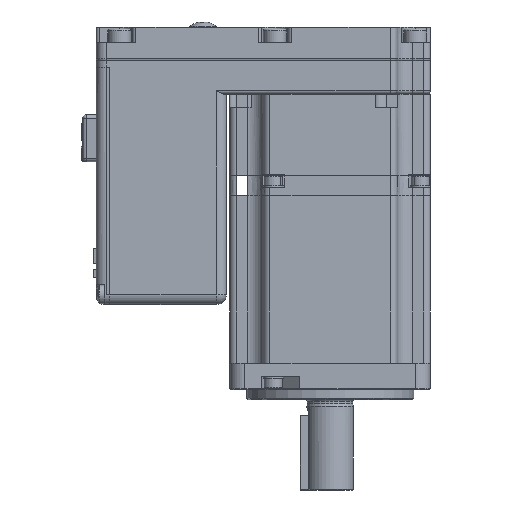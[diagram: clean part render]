
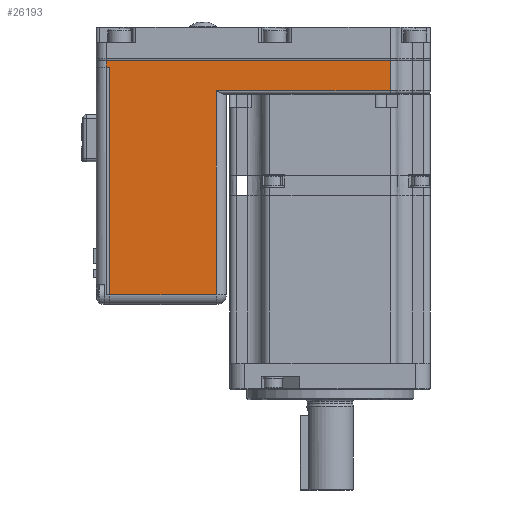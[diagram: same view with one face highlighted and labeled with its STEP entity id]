
A CAD part, front view. The second image highlights one B-rep face of the part: STEP entity #26193.
In plain terms, the highlighted planar face has unit normal (0, -1, 0).
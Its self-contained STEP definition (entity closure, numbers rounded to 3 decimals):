
#1815 = VERTEX_POINT ( 'NONE', #2601 ) ;
#2601 = CARTESIAN_POINT ( 'NONE',  ( -27.567, -30.734, 101.5 ) ) ;
#4080 = VERTEX_POINT ( 'NONE', #60933 ) ;
#6380 = DIRECTION ( 'NONE',  ( 0., 0., -1. ) ) ;
#7351 = CARTESIAN_POINT ( 'NONE',  ( 57.433, -30.734, 94.5 ) ) ;
#8366 = VECTOR ( 'NONE', #23844, 1000. ) ;
#10164 = LINE ( 'NONE', #42376, #8366 ) ;
#10364 = CARTESIAN_POINT ( 'NONE',  ( 5.433, -30.734, 33.5 ) ) ;
#10375 = CARTESIAN_POINT ( 'NONE',  ( -27.567, -30.734, 103.5 ) ) ;
#10859 = VECTOR ( 'NONE', #6380, 1000. ) ;
#11741 = PLANE ( 'NONE',  #51382 ) ;
#11802 = EDGE_CURVE ( 'NONE', #12535, #1815, #24934, .T. ) ;
#12535 = VERTEX_POINT ( 'NONE', #57062 ) ;
#13035 = EDGE_CURVE ( 'NONE', #19466, #12535, #10164, .T. ) ;
#14914 = DIRECTION ( 'NONE',  ( 0., 0., 1. ) ) ;
#15165 = LINE ( 'NONE', #10375, #61603 ) ;
#16127 = ORIENTED_EDGE ( 'NONE', *, *, #67663, .T. ) ;
#16294 = CARTESIAN_POINT ( 'NONE',  ( 69.433, -30.734, 94.5 ) ) ;
#19466 = VERTEX_POINT ( 'NONE', #29302 ) ;
#20591 = DIRECTION ( 'NONE',  ( 1., 0., 0. ) ) ;
#21913 = ORIENTED_EDGE ( 'NONE', *, *, #40290, .T. ) ;
#22143 = DIRECTION ( 'NONE',  ( 1., 0., 0. ) ) ;
#22464 = CARTESIAN_POINT ( 'NONE',  ( -27.567, -30.734, 103.5 ) ) ;
#22577 = CARTESIAN_POINT ( 'NONE',  ( 5.433, -30.734, 33.5 ) ) ;
#22653 = DIRECTION ( 'NONE',  ( -1., 0., 0. ) ) ;
#23844 = DIRECTION ( 'NONE',  ( 0., 0., 1. ) ) ;
#24934 = LINE ( 'NONE', #38455, #52167 ) ;
#26193 = ADVANCED_FACE ( 'NONE', ( #56969 ), #11741, .F. ) ;
#26397 = LINE ( 'NONE', #55023, #70982 ) ;
#28911 = LINE ( 'NONE', #16294, #61678 ) ;
#29302 = CARTESIAN_POINT ( 'NONE',  ( -26.567, -30.734, 33.5 ) ) ;
#29518 = CARTESIAN_POINT ( 'NONE',  ( 57.433, -30.734, 103.5 ) ) ;
#33655 = ORIENTED_EDGE ( 'NONE', *, *, #58643, .F. ) ;
#35493 = DIRECTION ( 'NONE',  ( 0., 0., 1. ) ) ;
#38455 = CARTESIAN_POINT ( 'NONE',  ( 34.261, -30.734, 101.5 ) ) ;
#38932 = DIRECTION ( 'NONE',  ( 0., 1., 0. ) ) ;
#40290 = EDGE_CURVE ( 'NONE', #41799, #4080, #26397, .T. ) ;
#40447 = VECTOR ( 'NONE', #20591, 1000. ) ;
#41799 = VERTEX_POINT ( 'NONE', #22577 ) ;
#42376 = CARTESIAN_POINT ( 'NONE',  ( -26.567, -30.734, 91.5 ) ) ;
#43736 = ORIENTED_EDGE ( 'NONE', *, *, #11802, .F. ) ;
#44432 = CARTESIAN_POINT ( 'NONE',  ( 57.433, -30.734, 103.5 ) ) ;
#45888 = EDGE_LOOP ( 'NONE', ( #21913, #70870, #33655, #59796, #16127, #43736, #56993, #67100 ) ) ;
#48710 = EDGE_CURVE ( 'NONE', #19466, #41799, #73401, .T. ) ;
#51054 = DIRECTION ( 'NONE',  ( 0., 0., -1. ) ) ;
#51382 = AXIS2_PLACEMENT_3D ( 'NONE', #68973, #38932, #35493 ) ;
#52167 = VECTOR ( 'NONE', #22653, 1000. ) ;
#55023 = CARTESIAN_POINT ( 'NONE',  ( 5.433, -30.734, 103.5 ) ) ;
#55418 = CARTESIAN_POINT ( 'NONE',  ( 9.433, -30.734, 103.5 ) ) ;
#56969 = FACE_OUTER_BOUND ( 'NONE', #45888, .T. ) ;
#56993 = ORIENTED_EDGE ( 'NONE', *, *, #13035, .F. ) ;
#57062 = CARTESIAN_POINT ( 'NONE',  ( -26.567, -30.734, 101.5 ) ) ;
#57281 = LINE ( 'NONE', #29518, #10859 ) ;
#57894 = VECTOR ( 'NONE', #68591, 1000. ) ;
#58643 = EDGE_CURVE ( 'NONE', #58880, #63152, #57281, .T. ) ;
#58880 = VERTEX_POINT ( 'NONE', #44432 ) ;
#59796 = ORIENTED_EDGE ( 'NONE', *, *, #62712, .F. ) ;
#60933 = CARTESIAN_POINT ( 'NONE',  ( 5.433, -30.734, 94.5 ) ) ;
#61603 = VECTOR ( 'NONE', #51054, 1000. ) ;
#61678 = VECTOR ( 'NONE', #22143, 1000. ) ;
#62712 = EDGE_CURVE ( 'NONE', #64579, #58880, #71475, .T. ) ;
#63152 = VERTEX_POINT ( 'NONE', #7351 ) ;
#64579 = VERTEX_POINT ( 'NONE', #22464 ) ;
#67100 = ORIENTED_EDGE ( 'NONE', *, *, #48710, .T. ) ;
#67180 = EDGE_CURVE ( 'NONE', #4080, #63152, #28911, .T. ) ;
#67663 = EDGE_CURVE ( 'NONE', #64579, #1815, #15165, .T. ) ;
#68591 = DIRECTION ( 'NONE',  ( 1., 0., 0. ) ) ;
#68973 = CARTESIAN_POINT ( 'NONE',  ( 69.433, -30.734, 103.5 ) ) ;
#70870 = ORIENTED_EDGE ( 'NONE', *, *, #67180, .T. ) ;
#70982 = VECTOR ( 'NONE', #14914, 1000. ) ;
#71475 = LINE ( 'NONE', #55418, #40447 ) ;
#73401 = LINE ( 'NONE', #10364, #57894 ) ;
